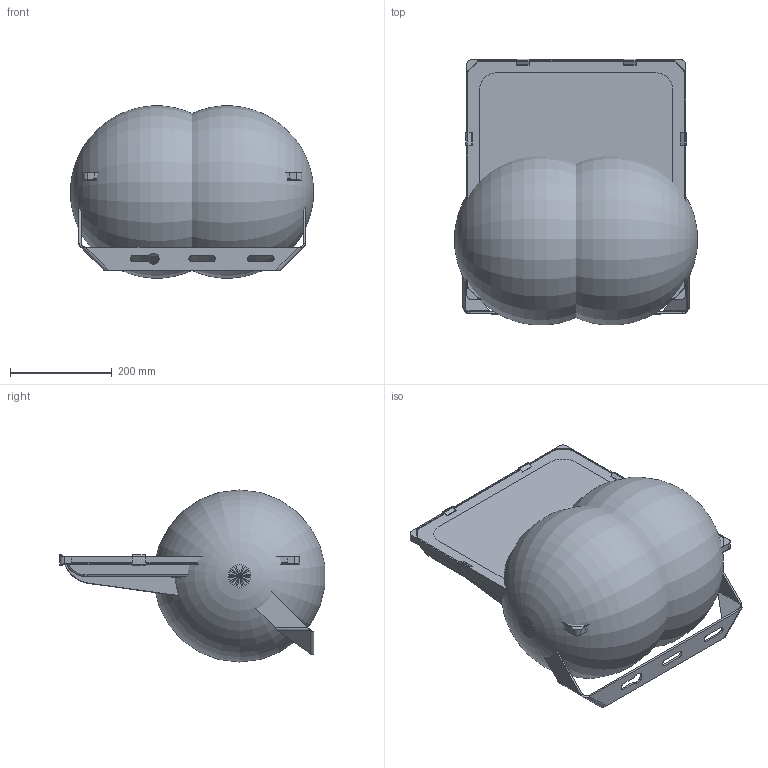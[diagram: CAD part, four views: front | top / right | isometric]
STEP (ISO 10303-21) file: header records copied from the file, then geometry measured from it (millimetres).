
FILE_DESCRIPTION (( 'STEP AP214' ), '1' );
FILE_NAME ('FL_PFM_290W.STEP', '2024-07-31T13:33:26', ( '' ), ( '' ), 'SwSTEP 2.0', 'SolidWorks 2022', '' );
FILE_SCHEMA (( 'AUTOMOTIVE_DESIGN' ));
Length unit declared in the file: millimetre
Products named in the file (1): FL_PFM_290W
Bounding box: 476.84 x 521.41 x 337.49 mm (x, y, z)
Volume: 44403131.3 mm3; surface area: 2111174.3 mm2
Topology: 14 solids, 14 shells, 1772 faces, 4549 edges, 2776 vertices
Faces by surface type: bspline 666, cylinder 657, plane 395, torus 36, cone 10, sphere 8
Full cylindrical faces by diameter (mm): 13 x2
Entity records: 122091 total; most frequent: CARTESIAN_POINT 69576, ORIENTED_EDGE 9010, EDGE_CURVE 4505, DIRECTION 3433, B_SPLINE_CURVE_WITH_KNOTS 3311, VERTEX_POINT 2772, EDGE_LOOP 1795, UNCERTAINTY_MEASURE_WITH_UNIT 1788
